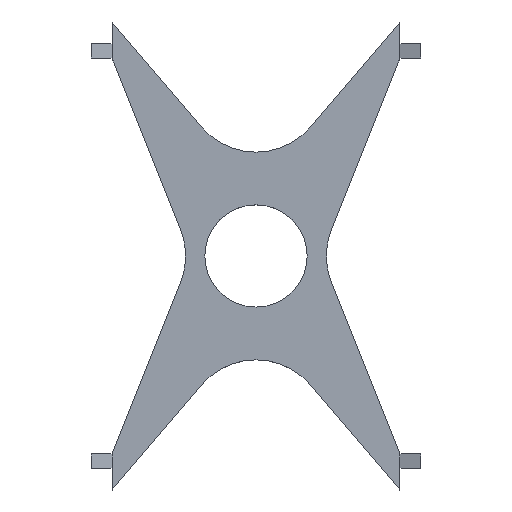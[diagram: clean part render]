
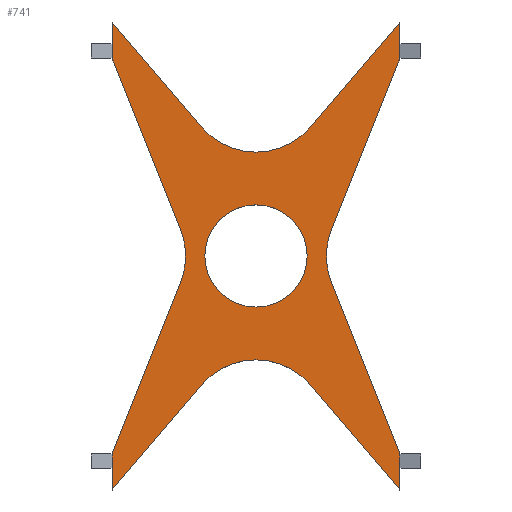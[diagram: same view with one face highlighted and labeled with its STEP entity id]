
A CAD part, top view. The second image highlights one B-rep face of the part: STEP entity #741.
In plain terms, the highlighted planar face has unit normal (0, 0, 1).
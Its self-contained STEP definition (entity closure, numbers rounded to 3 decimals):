
#15=FACE_BOUND('',#125,.T.);
#47=PLANE('',#802);
#85=FACE_OUTER_BOUND('',#124,.T.);
#124=EDGE_LOOP('',(#652,#653,#654,#655,#656,#657,#658,#659,#660,#661,#662,
#663,#664,#665,#666,#667));
#125=EDGE_LOOP('',(#668));
#135=LINE('',#1017,#228);
#142=LINE('',#1036,#235);
#147=LINE('',#1051,#240);
#154=LINE('',#1070,#247);
#161=LINE('',#1085,#254);
#165=LINE('',#1093,#258);
#174=LINE('',#1109,#267);
#176=LINE('',#1113,#269);
#185=LINE('',#1129,#278);
#193=LINE('',#1145,#286);
#219=LINE('',#1198,#312);
#220=LINE('',#1199,#313);
#228=VECTOR('',#823,10.);
#235=VECTOR('',#838,10.);
#240=VECTOR('',#851,10.);
#247=VECTOR('',#866,10.);
#254=VECTOR('',#877,10.);
#258=VECTOR('',#883,10.);
#267=VECTOR('',#896,10.);
#269=VECTOR('',#900,10.);
#278=VECTOR('',#913,10.);
#286=VECTOR('',#925,10.);
#312=VECTOR('',#985,10.);
#313=VECTOR('',#986,10.);
#318=CIRCLE('',#762,10.);
#320=CIRCLE('',#766,10.);
#322=CIRCLE('',#770,10.);
#324=CIRCLE('',#774,10.);
#325=CIRCLE('',#803,7.1);
#329=VERTEX_POINT('',#1007);
#330=VERTEX_POINT('',#1009);
#332=VERTEX_POINT('',#1015);
#335=VERTEX_POINT('',#1022);
#336=VERTEX_POINT('',#1024);
#340=VERTEX_POINT('',#1034);
#343=VERTEX_POINT('',#1041);
#344=VERTEX_POINT('',#1043);
#346=VERTEX_POINT('',#1049);
#349=VERTEX_POINT('',#1056);
#350=VERTEX_POINT('',#1058);
#354=VERTEX_POINT('',#1068);
#360=VERTEX_POINT('',#1083);
#363=VERTEX_POINT('',#1092);
#369=VERTEX_POINT('',#1112);
#380=VERTEX_POINT('',#1143);
#391=VERTEX_POINT('',#1200);
#395=EDGE_CURVE('',#329,#330,#318,.T.);
#399=EDGE_CURVE('',#329,#332,#135,.T.);
#402=EDGE_CURVE('',#335,#336,#320,.T.);
#408=EDGE_CURVE('',#335,#340,#142,.T.);
#411=EDGE_CURVE('',#343,#344,#322,.T.);
#415=EDGE_CURVE('',#343,#346,#147,.T.);
#418=EDGE_CURVE('',#349,#350,#324,.T.);
#424=EDGE_CURVE('',#349,#354,#154,.T.);
#431=EDGE_CURVE('',#332,#360,#161,.T.);
#435=EDGE_CURVE('',#363,#330,#165,.T.);
#444=EDGE_CURVE('',#340,#363,#174,.T.);
#446=EDGE_CURVE('',#369,#344,#176,.T.);
#455=EDGE_CURVE('',#354,#369,#185,.T.);
#463=EDGE_CURVE('',#346,#380,#193,.T.);
#489=EDGE_CURVE('',#360,#350,#219,.T.);
#490=EDGE_CURVE('',#380,#336,#220,.T.);
#491=EDGE_CURVE('',#391,#391,#325,.T.);
#652=ORIENTED_EDGE('',*,*,#431,.T.);
#653=ORIENTED_EDGE('',*,*,#489,.T.);
#654=ORIENTED_EDGE('',*,*,#418,.F.);
#655=ORIENTED_EDGE('',*,*,#424,.T.);
#656=ORIENTED_EDGE('',*,*,#455,.T.);
#657=ORIENTED_EDGE('',*,*,#446,.T.);
#658=ORIENTED_EDGE('',*,*,#411,.F.);
#659=ORIENTED_EDGE('',*,*,#415,.T.);
#660=ORIENTED_EDGE('',*,*,#463,.T.);
#661=ORIENTED_EDGE('',*,*,#490,.T.);
#662=ORIENTED_EDGE('',*,*,#402,.F.);
#663=ORIENTED_EDGE('',*,*,#408,.T.);
#664=ORIENTED_EDGE('',*,*,#444,.T.);
#665=ORIENTED_EDGE('',*,*,#435,.T.);
#666=ORIENTED_EDGE('',*,*,#395,.F.);
#667=ORIENTED_EDGE('',*,*,#399,.T.);
#668=ORIENTED_EDGE('',*,*,#491,.T.);
#741=ADVANCED_FACE('',(#85,#15),#47,.T.);
#762=AXIS2_PLACEMENT_3D('',#1010,#816,#817);
#766=AXIS2_PLACEMENT_3D('',#1025,#829,#830);
#770=AXIS2_PLACEMENT_3D('',#1044,#844,#845);
#774=AXIS2_PLACEMENT_3D('',#1059,#857,#858);
#802=AXIS2_PLACEMENT_3D('',#1197,#983,#984);
#803=AXIS2_PLACEMENT_3D('',#1201,#987,#988);
#816=DIRECTION('center_axis',(0.,0.,1.));
#817=DIRECTION('ref_axis',(0.,1.,0.));
#823=DIRECTION('',(0.648,-0.762,0.));
#829=DIRECTION('center_axis',(0.,0.,1.));
#830=DIRECTION('ref_axis',(1.,0.,0.));
#838=DIRECTION('',(-0.371,-0.928,0.));
#844=DIRECTION('center_axis',(0.,0.,1.));
#845=DIRECTION('ref_axis',(0.,-1.,0.));
#851=DIRECTION('',(-0.648,0.762,0.));
#857=DIRECTION('center_axis',(0.,0.,1.));
#858=DIRECTION('ref_axis',(-1.,0.,0.));
#866=DIRECTION('',(0.371,0.928,0.));
#877=DIRECTION('',(0.,1.,0.));
#883=DIRECTION('',(0.648,0.762,0.));
#896=DIRECTION('',(0.,-1.,0.));
#900=DIRECTION('',(-0.648,-0.762,0.));
#913=DIRECTION('',(0.,1.,0.));
#925=DIRECTION('',(0.,-1.,0.));
#983=DIRECTION('center_axis',(0.,0.,1.));
#984=DIRECTION('ref_axis',(1.,0.,0.));
#985=DIRECTION('',(-0.371,0.928,0.));
#986=DIRECTION('',(0.371,-0.928,0.));
#987=DIRECTION('center_axis',(0.,0.,-1.));
#988=DIRECTION('ref_axis',(1.,0.,0.));
#1007=CARTESIAN_POINT('',(27.615,14.552,5.));
#1009=CARTESIAN_POINT('',(12.385,14.552,5.));
#1010=CARTESIAN_POINT('Origin',(20.,8.071,5.));
#1015=CARTESIAN_POINT('',(40.,0.,5.));
#1017=CARTESIAN_POINT('',(40.,0.,5.));
#1022=CARTESIAN_POINT('',(9.514,28.786,5.));
#1024=CARTESIAN_POINT('',(9.514,36.214,5.));
#1025=CARTESIAN_POINT('Origin',(0.23,32.5,5.));
#1034=CARTESIAN_POINT('',(0.,5.,5.));
#1036=CARTESIAN_POINT('',(11.,32.5,5.));
#1041=CARTESIAN_POINT('',(12.385,50.448,5.));
#1043=CARTESIAN_POINT('',(27.615,50.448,5.));
#1044=CARTESIAN_POINT('Origin',(20.,56.929,5.));
#1049=CARTESIAN_POINT('',(0.,65.,5.));
#1051=CARTESIAN_POINT('',(20.,41.5,5.));
#1056=CARTESIAN_POINT('',(30.486,36.214,5.));
#1058=CARTESIAN_POINT('',(30.486,28.786,5.));
#1059=CARTESIAN_POINT('Origin',(39.77,32.5,5.));
#1068=CARTESIAN_POINT('',(40.,60.,5.));
#1070=CARTESIAN_POINT('',(29.,32.5,5.));
#1083=CARTESIAN_POINT('',(40.,5.,5.));
#1085=CARTESIAN_POINT('',(40.,48.75,5.));
#1092=CARTESIAN_POINT('',(0.,0.,5.));
#1093=CARTESIAN_POINT('',(0.,0.,5.));
#1109=CARTESIAN_POINT('',(0.,48.75,5.));
#1112=CARTESIAN_POINT('',(40.,65.,5.));
#1113=CARTESIAN_POINT('',(40.,65.,5.));
#1129=CARTESIAN_POINT('',(40.,48.75,5.));
#1143=CARTESIAN_POINT('',(0.,60.,5.));
#1145=CARTESIAN_POINT('',(0.,48.75,5.));
#1197=CARTESIAN_POINT('Origin',(20.,32.5,5.));
#1198=CARTESIAN_POINT('',(40.,5.,5.));
#1199=CARTESIAN_POINT('',(0.,60.,5.));
#1200=CARTESIAN_POINT('',(12.9,32.5,5.));
#1201=CARTESIAN_POINT('Origin',(20.,32.5,5.));
